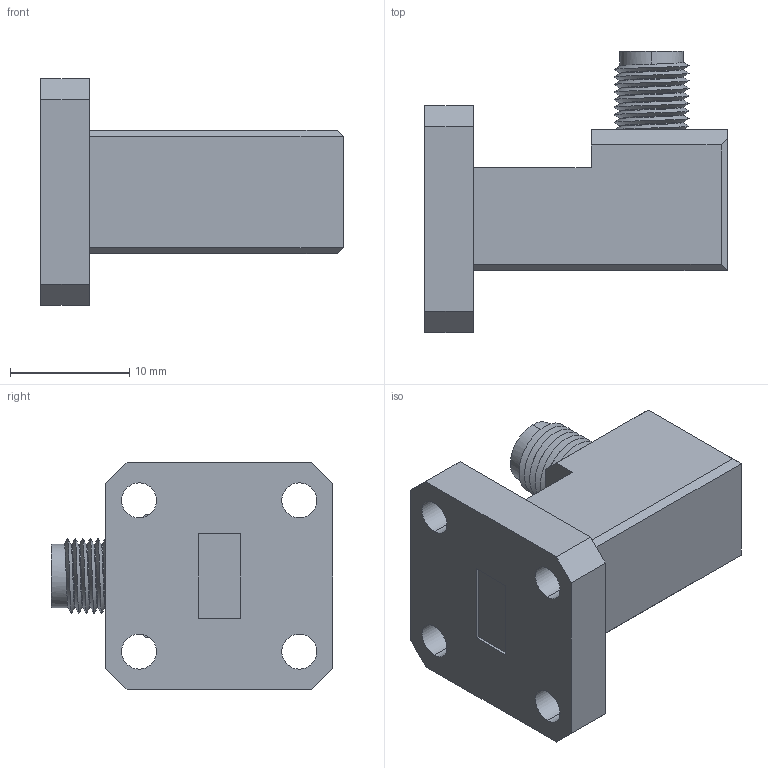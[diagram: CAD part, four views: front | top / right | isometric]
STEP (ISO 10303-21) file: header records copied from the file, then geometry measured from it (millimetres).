
FILE_DESCRIPTION (( 'STEP AP203' ), '1' );
FILE_NAME ('SWC-28KF-R1.STEP', '2017-09-26T21:48:58', ( '' ), ( '' ), 'SwSTEP 2.0', 'SolidWorks 2013', '' );
FILE_SCHEMA (( 'CONFIG_CONTROL_DESIGN' ));
Length unit declared in the file: inch
Products named in the file (1): SWC-28KF-R1
Bounding box: 25.4 x 23.62 x 19.05 mm (x, y, z)
Surface area: 2278.7 mm2 (no closed solid volume)
Topology: 0 solids, 2 shells, 61 faces, 165 edges, 110 vertices
Faces by surface type: plane 31, cylinder 28, bspline 2
Entity records: 2980 total; most frequent: CARTESIAN_POINT 1445, ORIENTED_EDGE 325, DIRECTION 271, EDGE_CURVE 165, VERTEX_POINT 110, VECTOR 101, LINE 101, AXIS2_PLACEMENT_3D 85
